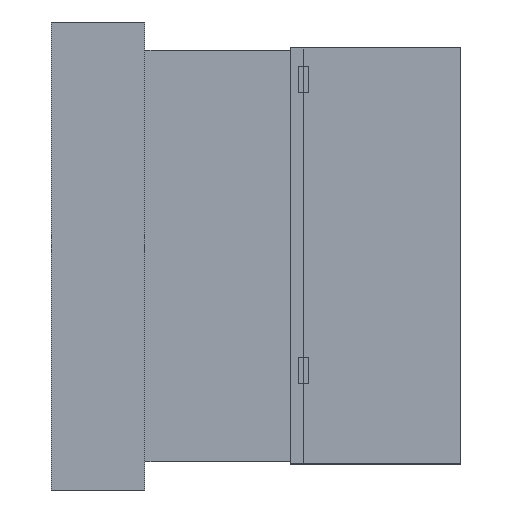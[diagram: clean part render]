
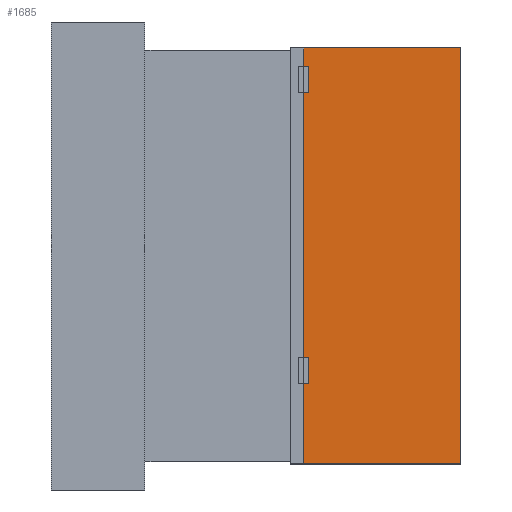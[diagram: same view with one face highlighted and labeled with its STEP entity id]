
A CAD part, left-side view. The second image highlights one B-rep face of the part: STEP entity #1685.
In plain terms, the highlighted planar face has unit normal (-1, 0, 0).
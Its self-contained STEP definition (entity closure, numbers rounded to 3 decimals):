
#63 = EDGE_CURVE ( 'NONE', #459, #428, #329, .T. ) ;
#104 = VECTOR ( 'NONE', #411, 1000. ) ;
#143 = CARTESIAN_POINT ( 'NONE',  ( -11.4, 20., 15.1 ) ) ;
#149 = VECTOR ( 'NONE', #2032, 1000. ) ;
#153 = CARTESIAN_POINT ( 'NONE',  ( -11.4, 20., 15.1 ) ) ;
#157 = CARTESIAN_POINT ( 'NONE',  ( -11.4, 20., 0. ) ) ;
#185 = DIRECTION ( 'NONE',  ( 1., 0., 0. ) ) ;
#189 = LINE ( 'NONE', #3018, #789 ) ;
#200 = EDGE_CURVE ( 'NONE', #279, #1878, #2738, .T. ) ;
#202 = VECTOR ( 'NONE', #1686, 1000. ) ;
#220 = LINE ( 'NONE', #157, #2512 ) ;
#279 = VERTEX_POINT ( 'NONE', #1919 ) ;
#329 = LINE ( 'NONE', #143, #2725 ) ;
#376 = EDGE_CURVE ( 'NONE', #2629, #2006, #1640, .T. ) ;
#406 = DIRECTION ( 'NONE',  ( 0., -1., 0. ) ) ;
#411 = DIRECTION ( 'NONE',  ( 0., 0., -1. ) ) ;
#428 = VERTEX_POINT ( 'NONE', #2905 ) ;
#435 = DIRECTION ( 'NONE',  ( 0., -1., 0. ) ) ;
#459 = VERTEX_POINT ( 'NONE', #1239 ) ;
#483 = VECTOR ( 'NONE', #2965, 1000. ) ;
#503 = LINE ( 'NONE', #704, #202 ) ;
#579 = ORIENTED_EDGE ( 'NONE', *, *, #1452, .F. ) ;
#645 = DIRECTION ( 'NONE',  ( 0., -1., 0. ) ) ;
#656 = CARTESIAN_POINT ( 'NONE',  ( -11.4, 20., 15.1 ) ) ;
#667 = VERTEX_POINT ( 'NONE', #929 ) ;
#668 = CARTESIAN_POINT ( 'NONE',  ( -11.4, -18.25, 14.6 ) ) ;
#704 = CARTESIAN_POINT ( 'NONE',  ( -11.4, 9.75, 14.6 ) ) ;
#789 = VECTOR ( 'NONE', #1662, 1000. ) ;
#799 = VERTEX_POINT ( 'NONE', #1759 ) ;
#842 = CARTESIAN_POINT ( 'NONE',  ( -11.4, 12.25, 14.6 ) ) ;
#847 = VECTOR ( 'NONE', #2171, 1000. ) ;
#849 = LINE ( 'NONE', #153, #2316 ) ;
#929 = CARTESIAN_POINT ( 'NONE',  ( -11.4, 9.75, 15.1 ) ) ;
#949 = FACE_OUTER_BOUND ( 'NONE', #1724, .T. ) ;
#1031 = CARTESIAN_POINT ( 'NONE',  ( -11.4, 9.75, 14.6 ) ) ;
#1080 = EDGE_CURVE ( 'NONE', #667, #2461, #1943, .T. ) ;
#1097 = CARTESIAN_POINT ( 'NONE',  ( -11.4, 20., 15.1 ) ) ;
#1152 = CARTESIAN_POINT ( 'NONE',  ( -11.4, 20., 15.1 ) ) ;
#1159 = ORIENTED_EDGE ( 'NONE', *, *, #1080, .F. ) ;
#1167 = EDGE_CURVE ( 'NONE', #2582, #459, #1293, .T. ) ;
#1194 = CARTESIAN_POINT ( 'NONE',  ( -11.4, 20., 15.1 ) ) ;
#1239 = CARTESIAN_POINT ( 'NONE',  ( -11.4, -18.25, 15.1 ) ) ;
#1250 = LINE ( 'NONE', #1723, #847 ) ;
#1251 = ORIENTED_EDGE ( 'NONE', *, *, #1828, .F. ) ;
#1293 = LINE ( 'NONE', #2922, #483 ) ;
#1306 = EDGE_CURVE ( 'NONE', #799, #279, #2769, .T. ) ;
#1351 = ORIENTED_EDGE ( 'NONE', *, *, #1306, .F. ) ;
#1370 = VECTOR ( 'NONE', #2069, 1000. ) ;
#1418 = VECTOR ( 'NONE', #2657, 1000. ) ;
#1438 = LINE ( 'NONE', #1722, #1418 ) ;
#1452 = EDGE_CURVE ( 'NONE', #2461, #1955, #189, .T. ) ;
#1502 = DIRECTION ( 'NONE',  ( 0., -1., 0. ) ) ;
#1586 = CARTESIAN_POINT ( 'NONE',  ( -11.4, 20., 0. ) ) ;
#1588 = VERTEX_POINT ( 'NONE', #2228 ) ;
#1640 = LINE ( 'NONE', #1152, #149 ) ;
#1645 = ORIENTED_EDGE ( 'NONE', *, *, #2552, .F. ) ;
#1662 = DIRECTION ( 'NONE',  ( 0., 0., -1. ) ) ;
#1672 = PLANE ( 'NONE',  #1951 ) ;
#1685 = ADVANCED_FACE ( 'NONE', ( #949 ), #1672, .F. ) ;
#1686 = DIRECTION ( 'NONE',  ( 0., 0., 1. ) ) ;
#1722 = CARTESIAN_POINT ( 'NONE',  ( -11.4, -15.75, 14.6 ) ) ;
#1723 = CARTESIAN_POINT ( 'NONE',  ( -11.4, -20., 15.1 ) ) ;
#1724 = EDGE_LOOP ( 'NONE', ( #2807, #2445, #579, #1159, #2636, #1749, #1351, #1645, #2247, #2690, #1251, #2182 ) ) ;
#1749 = ORIENTED_EDGE ( 'NONE', *, *, #200, .F. ) ;
#1759 = CARTESIAN_POINT ( 'NONE',  ( -11.4, 12.25, 15.1 ) ) ;
#1809 = VECTOR ( 'NONE', #435, 1000. ) ;
#1828 = EDGE_CURVE ( 'NONE', #428, #1588, #1250, .T. ) ;
#1844 = DIRECTION ( 'NONE',  ( 0., 1., 0. ) ) ;
#1849 = CARTESIAN_POINT ( 'NONE',  ( -11.4, 12.25, 14.6 ) ) ;
#1878 = VERTEX_POINT ( 'NONE', #1031 ) ;
#1919 = CARTESIAN_POINT ( 'NONE',  ( -11.4, 12.25, 14.6 ) ) ;
#1943 = LINE ( 'NONE', #1194, #1809 ) ;
#1951 = AXIS2_PLACEMENT_3D ( 'NONE', #1097, #185, #1844 ) ;
#1955 = VERTEX_POINT ( 'NONE', #3003 ) ;
#2006 = VERTEX_POINT ( 'NONE', #1586 ) ;
#2032 = DIRECTION ( 'NONE',  ( 0., 0., -1. ) ) ;
#2069 = DIRECTION ( 'NONE',  ( 0., -1., 0. ) ) ;
#2109 = EDGE_CURVE ( 'NONE', #2006, #1588, #220, .T. ) ;
#2171 = DIRECTION ( 'NONE',  ( 0., 0., -1. ) ) ;
#2182 = ORIENTED_EDGE ( 'NONE', *, *, #63, .F. ) ;
#2228 = CARTESIAN_POINT ( 'NONE',  ( -11.4, -20., 0. ) ) ;
#2247 = ORIENTED_EDGE ( 'NONE', *, *, #376, .T. ) ;
#2316 = VECTOR ( 'NONE', #406, 1000. ) ;
#2445 = ORIENTED_EDGE ( 'NONE', *, *, #2779, .F. ) ;
#2461 = VERTEX_POINT ( 'NONE', #2941 ) ;
#2512 = VECTOR ( 'NONE', #645, 1000. ) ;
#2552 = EDGE_CURVE ( 'NONE', #2629, #799, #849, .T. ) ;
#2582 = VERTEX_POINT ( 'NONE', #668 ) ;
#2629 = VERTEX_POINT ( 'NONE', #656 ) ;
#2636 = ORIENTED_EDGE ( 'NONE', *, *, #2869, .F. ) ;
#2657 = DIRECTION ( 'NONE',  ( 0., -1., 0. ) ) ;
#2690 = ORIENTED_EDGE ( 'NONE', *, *, #2109, .T. ) ;
#2725 = VECTOR ( 'NONE', #1502, 1000. ) ;
#2738 = LINE ( 'NONE', #842, #1370 ) ;
#2769 = LINE ( 'NONE', #1849, #104 ) ;
#2779 = EDGE_CURVE ( 'NONE', #1955, #2582, #1438, .T. ) ;
#2807 = ORIENTED_EDGE ( 'NONE', *, *, #1167, .F. ) ;
#2869 = EDGE_CURVE ( 'NONE', #1878, #667, #503, .T. ) ;
#2905 = CARTESIAN_POINT ( 'NONE',  ( -11.4, -20., 15.1 ) ) ;
#2922 = CARTESIAN_POINT ( 'NONE',  ( -11.4, -18.25, 14.6 ) ) ;
#2941 = CARTESIAN_POINT ( 'NONE',  ( -11.4, -15.75, 15.1 ) ) ;
#2965 = DIRECTION ( 'NONE',  ( 0., 0., 1. ) ) ;
#3003 = CARTESIAN_POINT ( 'NONE',  ( -11.4, -15.75, 14.6 ) ) ;
#3018 = CARTESIAN_POINT ( 'NONE',  ( -11.4, -15.75, 14.6 ) ) ;
